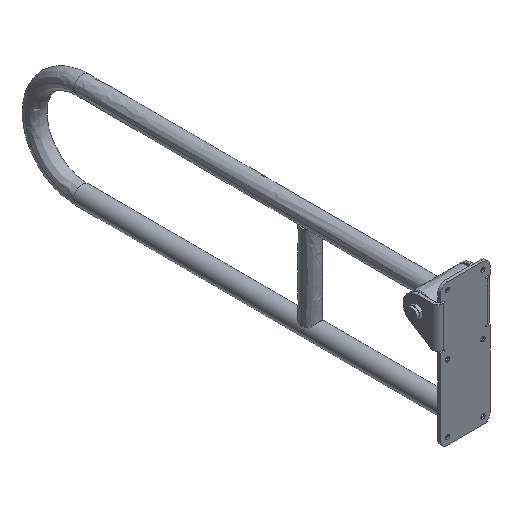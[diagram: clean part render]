
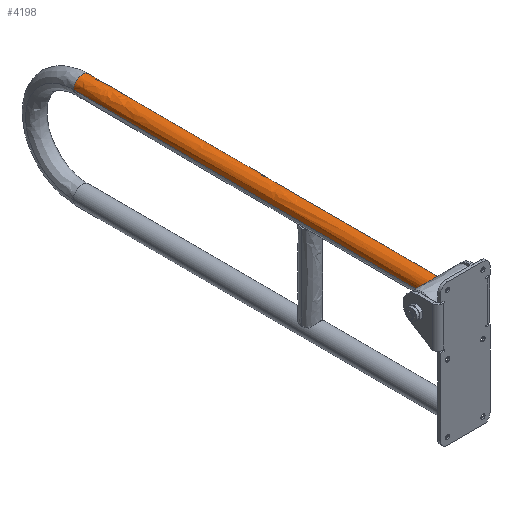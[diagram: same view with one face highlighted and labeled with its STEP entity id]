
A CAD part, isometric view. The second image highlights one B-rep face of the part: STEP entity #4198.
In plain terms, the highlighted free-form (B-spline) face has degree [2, 1] with [5, 2] control points.
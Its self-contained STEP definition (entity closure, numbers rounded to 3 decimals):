
#3634 = EDGE_CURVE('',#3635,#3637,#3639,.T.);
#3635 = VERTEX_POINT('',#3636);
#3636 = CARTESIAN_POINT('',(18.227,13.123,
    83.028));
#3637 = VERTEX_POINT('',#3638);
#3638 = CARTESIAN_POINT('',(-18.227,13.123,
    83.028));
#3639 = ( BOUNDED_CURVE() B_SPLINE_CURVE(2,(#3640,#3641,#3642,#3643,
#3644),.UNSPECIFIED.,.F.,.F.) B_SPLINE_CURVE_WITH_KNOTS((3,2,3),(
    1.571,3.142,4.712),
.PIECEWISE_BEZIER_KNOTS.) CURVE() GEOMETRIC_REPRESENTATION_ITEM() 
RATIONAL_B_SPLINE_CURVE((1.,0.707,1.,0.707,1.)) 
REPRESENTATION_ITEM('') );
#3640 = CARTESIAN_POINT('',(18.227,13.123,
    83.028));
#3641 = CARTESIAN_POINT('',(18.227,13.07,
    101.255));
#3642 = CARTESIAN_POINT('',(0.,13.07,
    101.255));
#3643 = CARTESIAN_POINT('',(-18.227,13.07,
    101.255));
#3644 = CARTESIAN_POINT('',(-18.227,13.123,
    83.028));
#3737 = VERTEX_POINT('',#3738);
#3738 = CARTESIAN_POINT('',(-18.227,789.575,
    85.292));
#3757 = VERTEX_POINT('',#3758);
#3758 = CARTESIAN_POINT('',(18.227,789.575,
    85.292));
#3839 = EDGE_CURVE('',#3737,#3757,#3840,.T.);
#3840 = ( BOUNDED_CURVE() B_SPLINE_CURVE(2,(#3841,#3842,#3843,#3844,
#3845),.UNSPECIFIED.,.F.,.F.) B_SPLINE_CURVE_WITH_KNOTS((3,2,3),(
    4.712,6.283,7.854),
.PIECEWISE_BEZIER_KNOTS.) CURVE() GEOMETRIC_REPRESENTATION_ITEM() 
RATIONAL_B_SPLINE_CURVE((1.,0.707,1.,0.707,1.)) 
REPRESENTATION_ITEM('') );
#3841 = CARTESIAN_POINT('',(-18.227,789.575,
    85.292));
#3842 = CARTESIAN_POINT('',(-18.227,789.522,
    103.519));
#3843 = CARTESIAN_POINT('',(0.,789.522,
    103.519));
#3844 = CARTESIAN_POINT('',(18.227,789.522,
    103.519));
#3845 = CARTESIAN_POINT('',(18.227,789.575,
    85.292));
#4198 = ADVANCED_FACE('',(#4199),#4267,.T.);
#4199 = FACE_BOUND('',#4200,.T.);
#4200 = EDGE_LOOP('',(#4201,#4208,#4209,#4216,#4236,#4241,#4242,#4249));
#4201 = ORIENTED_EDGE('',*,*,#4202,.T.);
#4202 = EDGE_CURVE('',#4203,#3637,#4205,.T.);
#4203 = VERTEX_POINT('',#4204);
#4204 = CARTESIAN_POINT('',(-18.227,34.266,
    83.09));
#4205 = B_SPLINE_CURVE_WITH_KNOTS('',1,(#4206,#4207),.UNSPECIFIED.,.F.,
  .F.,(2,2),(251.75,266.25),.PIECEWISE_BEZIER_KNOTS.);
#4206 = CARTESIAN_POINT('',(-18.227,34.266,
    83.09));
#4207 = CARTESIAN_POINT('',(-18.227,13.123,
    83.028));
#4208 = ORIENTED_EDGE('',*,*,#3634,.F.);
#4209 = ORIENTED_EDGE('',*,*,#4210,.F.);
#4210 = EDGE_CURVE('',#4211,#3635,#4213,.T.);
#4211 = VERTEX_POINT('',#4212);
#4212 = CARTESIAN_POINT('',(18.227,34.266,
    83.09));
#4213 = B_SPLINE_CURVE_WITH_KNOTS('',1,(#4214,#4215),.UNSPECIFIED.,.F.,
  .F.,(2,2),(251.75,266.25),.PIECEWISE_BEZIER_KNOTS.);
#4214 = CARTESIAN_POINT('',(18.227,34.266,
    83.09));
#4215 = CARTESIAN_POINT('',(18.227,13.123,
    83.028));
#4216 = ORIENTED_EDGE('',*,*,#4217,.F.);
#4217 = EDGE_CURVE('',#4218,#4211,#4220,.T.);
#4218 = VERTEX_POINT('',#4219);
#4219 = CARTESIAN_POINT('',(18.227,50.306,
    83.137));
#4220 = B_SPLINE_CURVE_WITH_KNOTS('',5,(#4221,#4222,#4223,#4224,#4225,
    #4226,#4227,#4228,#4229,#4230,#4231,#4232,#4233,#4234,#4235),
  .UNSPECIFIED.,.F.,.F.,(6,3,3,3,6),(0.,5.859,12.358,
    17.965,24.759),.UNSPECIFIED.);
#4221 = CARTESIAN_POINT('',(18.227,50.306,
    83.137));
#4222 = CARTESIAN_POINT('',(18.227,50.302,
    84.345));
#4223 = CARTESIAN_POINT('',(18.127,50.071,
    85.553));
#4224 = CARTESIAN_POINT('',(17.926,49.613,
    86.688));
#4225 = CARTESIAN_POINT('',(17.382,48.255,
    88.824));
#4226 = CARTESIAN_POINT('',(16.782,46.2,
    90.297));
#4227 = CARTESIAN_POINT('',(16.508,44.965,
    90.853));
#4228 = CARTESIAN_POINT('',(16.249,42.469,
    91.375));
#4229 = CARTESIAN_POINT('',(16.466,39.973,
    90.925));
#4230 = CARTESIAN_POINT('',(16.669,38.882,
    90.508));
#4231 = CARTESIAN_POINT('',(17.225,36.707,
    89.209));
#4232 = CARTESIAN_POINT('',(17.823,35.171,
    87.182));
#4233 = CARTESIAN_POINT('',(18.092,34.564,
    85.893));
#4234 = CARTESIAN_POINT('',(18.227,34.262,
    84.491));
#4235 = CARTESIAN_POINT('',(18.227,34.266,
    83.09));
#4236 = ORIENTED_EDGE('',*,*,#4237,.F.);
#4237 = EDGE_CURVE('',#3757,#4218,#4238,.T.);
#4238 = B_SPLINE_CURVE_WITH_KNOTS('',1,(#4239,#4240),.UNSPECIFIED.,.F.,
  .F.,(2,2),(-266.25,240.75),.PIECEWISE_BEZIER_KNOTS.);
#4239 = CARTESIAN_POINT('',(18.227,789.575,
    85.292));
#4240 = CARTESIAN_POINT('',(18.227,50.306,
    83.137));
#4241 = ORIENTED_EDGE('',*,*,#3839,.F.);
#4242 = ORIENTED_EDGE('',*,*,#4243,.T.);
#4243 = EDGE_CURVE('',#3737,#4244,#4246,.T.);
#4244 = VERTEX_POINT('',#4245);
#4245 = CARTESIAN_POINT('',(-18.227,50.306,
    83.137));
#4246 = B_SPLINE_CURVE_WITH_KNOTS('',1,(#4247,#4248),.UNSPECIFIED.,.F.,
  .F.,(2,2),(-266.25,240.75),.PIECEWISE_BEZIER_KNOTS.);
#4247 = CARTESIAN_POINT('',(-18.227,789.575,
    85.292));
#4248 = CARTESIAN_POINT('',(-18.227,50.306,
    83.137));
#4249 = ORIENTED_EDGE('',*,*,#4250,.T.);
#4250 = EDGE_CURVE('',#4244,#4203,#4251,.T.);
#4251 = B_SPLINE_CURVE_WITH_KNOTS('',5,(#4252,#4253,#4254,#4255,#4256,
    #4257,#4258,#4259,#4260,#4261,#4262,#4263,#4264,#4265,#4266),
  .UNSPECIFIED.,.F.,.F.,(6,3,3,3,6),(0.,5.859,12.358,
    17.965,24.76),.UNSPECIFIED.);
#4252 = CARTESIAN_POINT('',(-18.227,50.306,
    83.137));
#4253 = CARTESIAN_POINT('',(-18.227,50.302,
    84.345));
#4254 = CARTESIAN_POINT('',(-18.127,50.071,
    85.553));
#4255 = CARTESIAN_POINT('',(-17.926,49.613,
    86.688));
#4256 = CARTESIAN_POINT('',(-17.382,48.255,
    88.824));
#4257 = CARTESIAN_POINT('',(-16.782,46.2,
    90.297));
#4258 = CARTESIAN_POINT('',(-16.508,44.965,
    90.853));
#4259 = CARTESIAN_POINT('',(-16.249,42.469,
    91.375));
#4260 = CARTESIAN_POINT('',(-16.466,39.973,
    90.925));
#4261 = CARTESIAN_POINT('',(-16.669,38.882,
    90.508));
#4262 = CARTESIAN_POINT('',(-17.225,36.707,
    89.208));
#4263 = CARTESIAN_POINT('',(-17.823,35.171,
    87.182));
#4264 = CARTESIAN_POINT('',(-18.092,34.564,
    85.893));
#4265 = CARTESIAN_POINT('',(-18.227,34.262,
    84.491));
#4266 = CARTESIAN_POINT('',(-18.227,34.266,
    83.09));
#4267 = ( BOUNDED_SURFACE() B_SPLINE_SURFACE(2,1,(
    (#4268,#4269)
    ,(#4270,#4271)
    ,(#4272,#4273)
    ,(#4274,#4275)
    ,(#4276,#4277
)),.UNSPECIFIED.,.F.,.F.,.F.) B_SPLINE_SURFACE_WITH_KNOTS((3,2,3),(2,2),
  (0.,1.571,3.142),(-266.25,266.25),
.PIECEWISE_BEZIER_KNOTS.) GEOMETRIC_REPRESENTATION_ITEM() 
RATIONAL_B_SPLINE_SURFACE((
    (1.,1.)
    ,(0.707,0.707)
    ,(1.,1.)
    ,(0.707,0.707)
,(1.,1.))) REPRESENTATION_ITEM('') SURFACE() );
#4268 = CARTESIAN_POINT('',(18.227,789.575,
    85.292));
#4269 = CARTESIAN_POINT('',(18.227,13.123,
    83.028));
#4270 = CARTESIAN_POINT('',(18.227,789.522,
    103.519));
#4271 = CARTESIAN_POINT('',(18.227,13.07,
    101.255));
#4272 = CARTESIAN_POINT('',(0.,789.522,
    103.519));
#4273 = CARTESIAN_POINT('',(0.,13.07,
    101.255));
#4274 = CARTESIAN_POINT('',(-18.227,789.522,
    103.519));
#4275 = CARTESIAN_POINT('',(-18.227,13.07,
    101.255));
#4276 = CARTESIAN_POINT('',(-18.227,789.575,
    85.292));
#4277 = CARTESIAN_POINT('',(-18.227,13.123,
    83.028));
